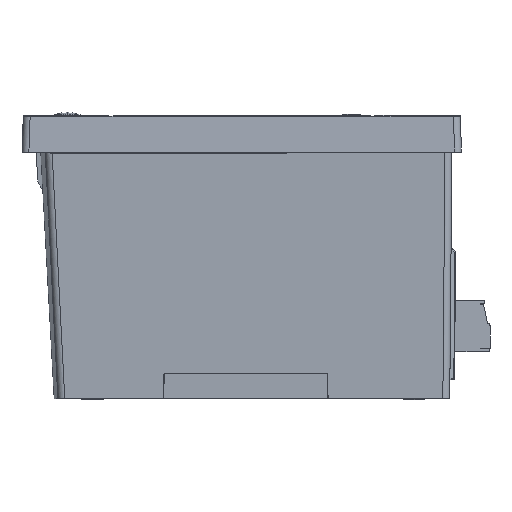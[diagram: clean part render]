
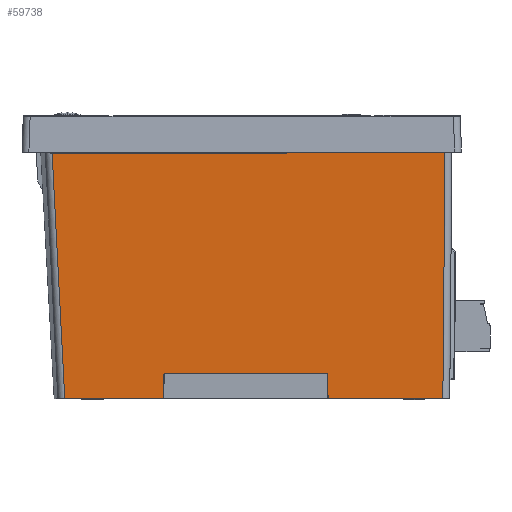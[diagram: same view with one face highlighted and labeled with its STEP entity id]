
A CAD part, left-side view. The second image highlights one B-rep face of the part: STEP entity #59738.
In plain terms, the highlighted planar face has unit normal (-0.999, 0, -0.035).
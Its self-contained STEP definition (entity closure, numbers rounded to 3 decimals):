
#4909=CARTESIAN_POINT('',(-66.882,38.541,
-53.5));
#4943=CARTESIAN_POINT('',(-68.747,41.289,
-0.093));
#4945=DIRECTION('',(-0.025,-0.707,0.707));
#4946=VECTOR('',#4945,0.274);
#4947=CARTESIAN_POINT('',(-68.75,-9.803,
0.006));
#4948=LINE('',#4947,#4946);
#4949=DIRECTION('',(0.035,0.009,-0.999));
#4950=VECTOR('',#4949,53.735);
#4951=CARTESIAN_POINT('',(-68.757,-44.252,
0.2));
#4952=LINE('',#4951,#4950);
#4953=DIRECTION('',(0.,1.,0.));
#4954=VECTOR('',#4953,24.993);
#4955=CARTESIAN_POINT('',(-66.882,-43.784,-53.5));
#4956=LINE('',#4955,#4954);
#4957=DIRECTION('',(-0.035,0.017,0.999));
#4958=VECTOR('',#4957,5.298);
#4959=CARTESIAN_POINT('',(-66.882,-18.79,-53.5));
#4960=LINE('',#4959,#4958);
#4961=CARTESIAN_POINT('',(-67.066,-18.445,
-48.21));
#4962=DIRECTION('',(-0.999,0.,-0.035));
#4963=DIRECTION('',(-0.001,-1.,0.017));
#4964=AXIS2_PLACEMENT_3D('',#4961,#4962,#4963);
#4966=CARTESIAN_POINT('',(-67.066,16.695,
-48.21));
#4967=DIRECTION('',(-0.999,0.,-0.035));
#4968=DIRECTION('',(-0.035,0.,0.999));
#4969=AXIS2_PLACEMENT_3D('',#4966,#4967,#4968);
#4971=DIRECTION('',(0.035,0.017,-0.999));
#4972=VECTOR('',#4971,5.298);
#4973=CARTESIAN_POINT('',(-67.067,16.948,
-48.206));
#4974=LINE('',#4973,#4972);
#4975=DIRECTION('',(0.,1.,0.));
#4976=VECTOR('',#4975,21.501);
#4977=CARTESIAN_POINT('',(-66.882,17.04,-53.5));
#4978=LINE('',#4977,#4976);
#4979=DIRECTION('',(-0.035,0.051,0.998));
#4980=VECTOR('',#4979,53.51);
#4981=CARTESIAN_POINT('',(-66.882,38.541,
-53.5));
#4982=LINE('',#4981,#4980);
#5001=DIRECTION('',(0.,1.,0.));
#5002=VECTOR('',#5001,50.858);
#5003=CARTESIAN_POINT('',(-68.747,-9.569,
-0.093));
#5004=LINE('',#5003,#5002);
#5005=CARTESIAN_POINT('',(-68.75,-9.803,
0.006));
#5006=CARTESIAN_POINT('',(-68.75,-9.793,
-0.003));
#5007=CARTESIAN_POINT('',(-68.749,-9.771,
-0.021));
#5008=CARTESIAN_POINT('',(-68.749,-9.729,
-0.043));
#5009=CARTESIAN_POINT('',(-68.748,-9.682,
-0.061));
#5010=CARTESIAN_POINT('',(-68.747,-9.628,
-0.077));
#5011=CARTESIAN_POINT('',(-68.747,-9.589,
-0.088));
#5012=CARTESIAN_POINT('',(-68.747,-9.569,
-0.093));
#8376=CARTESIAN_POINT('',(-68.757,-44.252,
0.2));
#8389=DIRECTION('',(0.,1.,0.));
#8390=VECTOR('',#8389,34.256);
#8391=CARTESIAN_POINT('',(-68.757,-44.252,
0.2));
#8392=LINE('',#8391,#8390);
#34661=DIRECTION('',(0.,-1.,0.));
#34662=VECTOR('',#34661,35.139);
#34663=CARTESIAN_POINT('',(-67.075,16.695,
-47.957));
#34664=LINE('',#34663,#34662);
#42468=VERTEX_POINT('',#4909);
#42469=CARTESIAN_POINT('',(-66.882,17.04,-53.5));
#42470=VERTEX_POINT('',#42469);
#42475=CARTESIAN_POINT('',(-66.882,-18.79,-53.5));
#42476=VERTEX_POINT('',#42475);
#42477=CARTESIAN_POINT('',(-66.882,-43.784,-53.5));
#42478=VERTEX_POINT('',#42477);
#44186=VERTEX_POINT('',#4943);
#44985=VERTEX_POINT('',#8376);
#44986=CARTESIAN_POINT('',(-68.747,-9.569,
-0.093));
#44987=VERTEX_POINT('',#44986);
#44988=CARTESIAN_POINT('',(-67.067,-18.698,
-48.206));
#44989=VERTEX_POINT('',#44988);
#44990=CARTESIAN_POINT('',(-67.075,-18.445,
-47.957));
#44991=VERTEX_POINT('',#44990);
#44992=CARTESIAN_POINT('',(-67.075,16.695,
-47.957));
#44993=VERTEX_POINT('',#44992);
#44994=CARTESIAN_POINT('',(-67.067,16.948,
-48.206));
#44995=VERTEX_POINT('',#44994);
#44997=VERTEX_POINT('',#5005);
#45019=CARTESIAN_POINT('',(-68.757,-9.996,0.2));
#45020=VERTEX_POINT('',#45019);
#59708=CARTESIAN_POINT('',(-67.819,-1.482,-26.65));
#59709=DIRECTION('',(0.999,0.,0.035));
#59710=DIRECTION('',(0.,-1.,0.));
#59711=AXIS2_PLACEMENT_3D('',#59708,#59709,#59710);
#59712=PLANE('',#59711);
#59714=ORIENTED_EDGE('',*,*,#59713,.F.);
#59716=ORIENTED_EDGE('',*,*,#59715,.F.);
#59718=ORIENTED_EDGE('',*,*,#59717,.T.);
#59720=ORIENTED_EDGE('',*,*,#59719,.F.);
#59722=ORIENTED_EDGE('',*,*,#59721,.T.);
#59723=ORIENTED_EDGE('',*,*,#53397,.T.);
#59725=ORIENTED_EDGE('',*,*,#59724,.T.);
#59727=ORIENTED_EDGE('',*,*,#59726,.T.);
#59729=ORIENTED_EDGE('',*,*,#59728,.F.);
#59731=ORIENTED_EDGE('',*,*,#59730,.T.);
#59733=ORIENTED_EDGE('',*,*,#59732,.T.);
#59734=ORIENTED_EDGE('',*,*,#53389,.T.);
#59735=ORIENTED_EDGE('',*,*,#59697,.T.);
#59736=EDGE_LOOP('',(#59714,#59716,#59718,#59720,#59722,#59723,#59725,#59727,
#59729,#59731,#59733,#59734,#59735));
#59737=FACE_OUTER_BOUND('',#59736,.F.);
#59738=ADVANCED_FACE('',(#59737),#59712,.F.);
#4965=CIRCLE('',#4964,0.253);
#4970=CIRCLE('',#4969,0.253);
#5013=B_SPLINE_CURVE_WITH_KNOTS('',3,(#5005,#5006,#5007,#5008,#5009,#5010,#5011,
#5012),.UNSPECIFIED.,.F.,.F.,(4,1,1,1,1,4),(0.,0.2,0.4,0.6,0.8,1.),
.UNSPECIFIED.);
#53389=EDGE_CURVE('',#42470,#42468,#4978,.T.);
#53397=EDGE_CURVE('',#42478,#42476,#4956,.T.);
#59697=EDGE_CURVE('',#42468,#44186,#4982,.T.);
#59713=EDGE_CURVE('',#44987,#44186,#5004,.T.);
#59715=EDGE_CURVE('',#44997,#44987,#5013,.T.);
#59717=EDGE_CURVE('',#44997,#45020,#4948,.T.);
#59719=EDGE_CURVE('',#44985,#45020,#8392,.T.);
#59721=EDGE_CURVE('',#44985,#42478,#4952,.T.);
#59724=EDGE_CURVE('',#42476,#44989,#4960,.T.);
#59726=EDGE_CURVE('',#44989,#44991,#4965,.T.);
#59728=EDGE_CURVE('',#44993,#44991,#34664,.T.);
#59730=EDGE_CURVE('',#44993,#44995,#4970,.T.);
#59732=EDGE_CURVE('',#44995,#42470,#4974,.T.);
